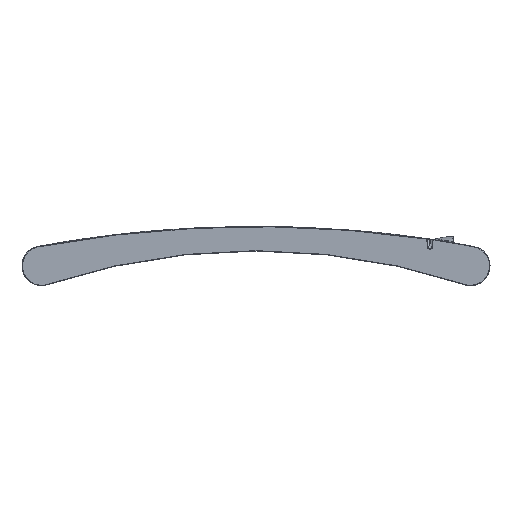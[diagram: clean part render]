
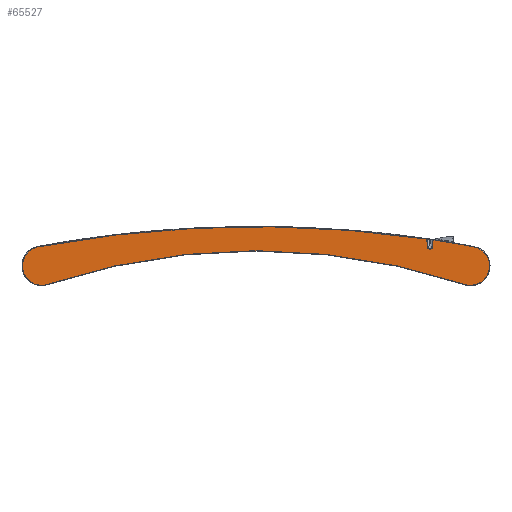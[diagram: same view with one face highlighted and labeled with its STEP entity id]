
A CAD part, left-side view. The second image highlights one B-rep face of the part: STEP entity #65527.
In plain terms, the highlighted planar face has unit normal (-1, 0, 0).
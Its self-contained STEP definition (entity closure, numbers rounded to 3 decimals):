
#11001=DIRECTION('',(0.,-0.035,0.999));
#11002=VECTOR('',#11001,3.312);
#11003=CARTESIAN_POINT('',(-25.2,-79.999,-7.455));
#11004=LINE('',#11003,#11002);
#11008=CARTESIAN_POINT('',(-25.2,9.4,-599.251));
#11009=DIRECTION('',(1.,0.,0.));
#11010=DIRECTION('',(0.,-0.149,0.989));
#11011=AXIS2_PLACEMENT_3D('',#11008,#11009,#11010);
#11016=CARTESIAN_POINT('',(-25.2,-98.98,-17.256));
#11017=DIRECTION('',(1.,0.,0.));
#11018=DIRECTION('',(0.,-0.183,0.983));
#11019=AXIS2_PLACEMENT_3D('',#11016,#11017,#11018);
#11024=CARTESIAN_POINT('',(-25.2,-98.98,-17.256));
#11025=DIRECTION('',(1.,0.,0.));
#11026=DIRECTION('',(0.,-0.244,-0.97));
#11027=AXIS2_PLACEMENT_3D('',#11024,#11025,#11026);
#11032=CARTESIAN_POINT('',(-25.2,9.4,-343.948));
#11033=DIRECTION('',(-1.,0.,0.));
#11034=DIRECTION('',(0.,-0.315,0.949));
#11035=AXIS2_PLACEMENT_3D('',#11032,#11033,#11034);
#11040=CARTESIAN_POINT('',(-25.2,117.78,-17.256));
#11041=DIRECTION('',(1.,0.,0.));
#11042=DIRECTION('',(0.,-0.315,-0.949));
#11043=AXIS2_PLACEMENT_3D('',#11040,#11041,#11042);
#11048=CARTESIAN_POINT('',(-25.2,117.78,-17.256));
#11049=DIRECTION('',(1.,0.,0.));
#11050=DIRECTION('',(0.,0.687,0.726));
#11051=AXIS2_PLACEMENT_3D('',#11048,#11049,#11050);
#11056=CARTESIAN_POINT('',(-25.2,9.4,-599.251));
#11057=DIRECTION('',(1.,0.,0.));
#11058=DIRECTION('',(0.,0.183,0.983));
#11059=AXIS2_PLACEMENT_3D('',#11056,#11057,#11058);
#11064=DIRECTION('',(0.,-0.035,-0.999));
#11065=VECTOR('',#11064,3.762);
#11066=CARTESIAN_POINT('',(-25.2,-77.07,-3.695));
#11067=LINE('',#11066,#11065);
#11071=CARTESIAN_POINT('',(-25.2,-78.6,-7.406));
#11072=DIRECTION('',(-1.,0.,0.));
#11073=DIRECTION('',(0.,0.999,-0.035));
#11074=AXIS2_PLACEMENT_3D('',#11071,#11072,#11073);
#11079=CARTESIAN_POINT('',(-25.2,-78.6,-7.406));
#11080=DIRECTION('',(-1.,0.,0.));
#11081=DIRECTION('',(0.,0.,-1.));
#11082=AXIS2_PLACEMENT_3D('',#11079,#11080,#11081);
#48460=CARTESIAN_POINT('',(-25.2,-77.07,-3.695));
#48461=VERTEX_POINT('',#48460);
#48462=CARTESIAN_POINT('',(-25.2,-77.201,-7.455));
#48464=VERTEX_POINT('',#48462);
#48467=CARTESIAN_POINT('',(-25.2,-79.999,-7.455));
#48469=VERTEX_POINT('',#48467);
#48470=CARTESIAN_POINT('',(-25.2,-78.6,-8.806));
#48471=VERTEX_POINT('',#48470);
#48472=CARTESIAN_POINT('',(-25.2,-80.115,-4.145));
#48474=VERTEX_POINT('',#48472);
#48478=CARTESIAN_POINT('',(-25.2,-100.774,-7.622));
#48479=VERTEX_POINT('',#48478);
#48480=CARTESIAN_POINT('',(-25.2,-101.367,-26.761));
#48481=VERTEX_POINT('',#48480);
#48482=CARTESIAN_POINT('',(-25.2,-95.894,-26.558));
#48483=VERTEX_POINT('',#48482);
#48484=CARTESIAN_POINT('',(-25.2,114.694,-26.558));
#48485=VERTEX_POINT('',#48484);
#48486=CARTESIAN_POINT('',(-25.2,124.515,-10.137));
#48487=VERTEX_POINT('',#48486);
#48488=CARTESIAN_POINT('',(-25.2,119.574,-7.622));
#48489=VERTEX_POINT('',#48488);
#65503=CARTESIAN_POINT('',(-25.2,-98.98,-17.256));
#65504=DIRECTION('',(1.,0.,0.));
#65505=DIRECTION('',(0.,0.,-1.));
#65506=AXIS2_PLACEMENT_3D('',#65503,#65504,#65505);
#65507=PLANE('',#65506);
#65508=ORIENTED_EDGE('',*,*,#65326,.T.);
#65509=ORIENTED_EDGE('',*,*,#65487,.T.);
#65511=ORIENTED_EDGE('',*,*,#65510,.T.);
#65513=ORIENTED_EDGE('',*,*,#65512,.T.);
#65515=ORIENTED_EDGE('',*,*,#65514,.T.);
#65517=ORIENTED_EDGE('',*,*,#65516,.T.);
#65519=ORIENTED_EDGE('',*,*,#65518,.T.);
#65521=ORIENTED_EDGE('',*,*,#65520,.T.);
#65522=ORIENTED_EDGE('',*,*,#65280,.T.);
#65523=ORIENTED_EDGE('',*,*,#65304,.T.);
#65524=ORIENTED_EDGE('',*,*,#65302,.T.);
#65525=EDGE_LOOP('',(#65508,#65509,#65511,#65513,#65515,#65517,#65519,#65521,
#65522,#65523,#65524));
#65526=FACE_OUTER_BOUND('',#65525,.F.);
#11012=CIRCLE('',#11011,601.8);
#11020=CIRCLE('',#11019,9.8);
#11028=CIRCLE('',#11027,9.8);
#11036=CIRCLE('',#11035,334.4);
#11044=CIRCLE('',#11043,9.8);
#11052=CIRCLE('',#11051,9.8);
#11060=CIRCLE('',#11059,601.8);
#11075=CIRCLE('',#11074,1.4);
#11083=CIRCLE('',#11082,1.4);
#65280=EDGE_CURVE('',#48461,#48464,#11067,.T.);
#65302=EDGE_CURVE('',#48471,#48469,#11083,.T.);
#65304=EDGE_CURVE('',#48464,#48471,#11075,.T.);
#65326=EDGE_CURVE('',#48469,#48474,#11004,.T.);
#65487=EDGE_CURVE('',#48474,#48479,#11012,.T.);
#65510=EDGE_CURVE('',#48479,#48481,#11020,.T.);
#65512=EDGE_CURVE('',#48481,#48483,#11028,.T.);
#65514=EDGE_CURVE('',#48483,#48485,#11036,.T.);
#65516=EDGE_CURVE('',#48485,#48487,#11044,.T.);
#65518=EDGE_CURVE('',#48487,#48489,#11052,.T.);
#65520=EDGE_CURVE('',#48489,#48461,#11060,.T.);
#65527=ADVANCED_FACE('',(#65526),#65507,.F.);
